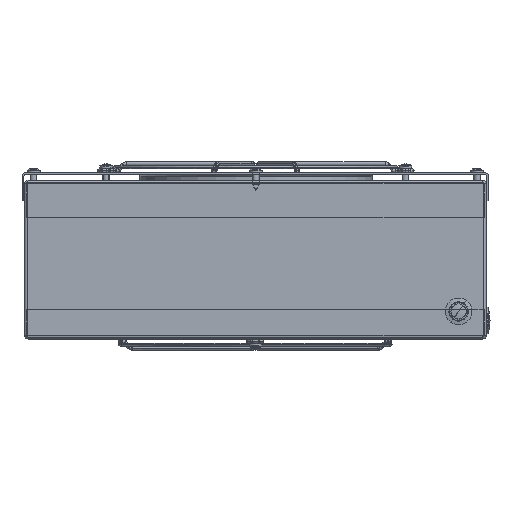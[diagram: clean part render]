
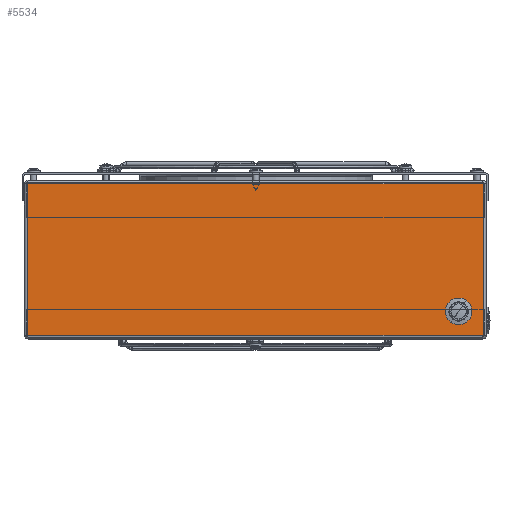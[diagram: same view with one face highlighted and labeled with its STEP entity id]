
A CAD part, front view. The second image highlights one B-rep face of the part: STEP entity #5534.
In plain terms, the highlighted planar face has unit normal (0, -1, 0).
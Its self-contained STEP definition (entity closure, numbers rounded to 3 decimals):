
#436 = PLANE ( 'NONE',  #17798 ) ;
#630 = VERTEX_POINT ( 'NONE', #29554 ) ;
#2937 = CARTESIAN_POINT ( 'NONE',  ( 110., -665., 15. ) ) ;
#2974 = DIRECTION ( 'NONE',  ( 0., 0., 1. ) ) ;
#3075 = FACE_BOUND ( 'NONE', #25156, .T. ) ;
#3452 = FACE_OUTER_BOUND ( 'NONE', #26207, .T. ) ;
#4994 = VECTOR ( 'NONE', #10213, 1000. ) ;
#5343 = ORIENTED_EDGE ( 'NONE', *, *, #25388, .T. ) ;
#5534 = ADVANCED_FACE ( 'NONE', ( #3075, #3452 ), #436, .F. ) ;
#6487 = EDGE_CURVE ( 'NONE', #8372, #630, #14541, .T. ) ;
#7758 = ORIENTED_EDGE ( 'NONE', *, *, #29141, .F. ) ;
#8372 = VERTEX_POINT ( 'NONE', #22502 ) ;
#9699 = EDGE_CURVE ( 'NONE', #12951, #28738, #26027, .T. ) ;
#10107 = CARTESIAN_POINT ( 'NONE',  ( -123.293, -665., 1. ) ) ;
#10213 = DIRECTION ( 'NONE',  ( 0., 0., 1. ) ) ;
#12951 = VERTEX_POINT ( 'NONE', #21445 ) ;
#13058 = DIRECTION ( 'NONE',  ( 0., 0., -1. ) ) ;
#13197 = DIRECTION ( 'NONE',  ( 0., 1., 0. ) ) ;
#13745 = CARTESIAN_POINT ( 'NONE',  ( 123.293, -665., 86. ) ) ;
#14216 = EDGE_CURVE ( 'NONE', #16299, #30766, #30218, .T. ) ;
#14316 = VECTOR ( 'NONE', #32864, 1000. ) ;
#14541 = LINE ( 'NONE', #10107, #4994 ) ;
#15481 = DIRECTION ( 'NONE',  ( 0., 0., -1. ) ) ;
#15531 = LINE ( 'NONE', #25170, #14316 ) ;
#15747 = AXIS2_PLACEMENT_3D ( 'NONE', #17738, #20495, #13058 ) ;
#16299 = VERTEX_POINT ( 'NONE', #22343 ) ;
#17496 = DIRECTION ( 'NONE',  ( -1., 0., 0. ) ) ;
#17738 = CARTESIAN_POINT ( 'NONE',  ( 110., -665., 15. ) ) ;
#17798 = AXIS2_PLACEMENT_3D ( 'NONE', #23367, #13197, #2974 ) ;
#17902 = ORIENTED_EDGE ( 'NONE', *, *, #32408, .F. ) ;
#18646 = LINE ( 'NONE', #30251, #26955 ) ;
#18952 = CARTESIAN_POINT ( 'NONE',  ( 123.293, -665., 84. ) ) ;
#20430 = CARTESIAN_POINT ( 'NONE',  ( 110., -665., 10. ) ) ;
#20495 = DIRECTION ( 'NONE',  ( 0., -1., 0. ) ) ;
#21445 = CARTESIAN_POINT ( 'NONE',  ( 123.293, -665., 2. ) ) ;
#22343 = CARTESIAN_POINT ( 'NONE',  ( 110., -665., 20. ) ) ;
#22502 = CARTESIAN_POINT ( 'NONE',  ( -123.293, -665., 2. ) ) ;
#23367 = CARTESIAN_POINT ( 'NONE',  ( -125., -665., 86. ) ) ;
#25079 = ORIENTED_EDGE ( 'NONE', *, *, #9699, .T. ) ;
#25156 = EDGE_LOOP ( 'NONE', ( #7758, #29446 ) ) ;
#25170 = CARTESIAN_POINT ( 'NONE',  ( -125., -665., 2. ) ) ;
#25388 = EDGE_CURVE ( 'NONE', #28738, #630, #18646, .T. ) ;
#26027 = LINE ( 'NONE', #13745, #31228 ) ;
#26207 = EDGE_LOOP ( 'NONE', ( #5343, #28425, #17902, #25079 ) ) ;
#26955 = VECTOR ( 'NONE', #17496, 1000. ) ;
#27224 = AXIS2_PLACEMENT_3D ( 'NONE', #2937, #30476, #15481 ) ;
#28425 = ORIENTED_EDGE ( 'NONE', *, *, #6487, .F. ) ;
#28738 = VERTEX_POINT ( 'NONE', #18952 ) ;
#29141 = EDGE_CURVE ( 'NONE', #30766, #16299, #29981, .T. ) ;
#29446 = ORIENTED_EDGE ( 'NONE', *, *, #14216, .F. ) ;
#29554 = CARTESIAN_POINT ( 'NONE',  ( -123.293, -665., 84. ) ) ;
#29981 = CIRCLE ( 'NONE', #27224, 5. ) ;
#30218 = CIRCLE ( 'NONE', #15747, 5. ) ;
#30251 = CARTESIAN_POINT ( 'NONE',  ( 123.293, -665., 84. ) ) ;
#30476 = DIRECTION ( 'NONE',  ( 0., -1., 0. ) ) ;
#30766 = VERTEX_POINT ( 'NONE', #20430 ) ;
#31228 = VECTOR ( 'NONE', #31506, 1000. ) ;
#31506 = DIRECTION ( 'NONE',  ( 0., 0., 1. ) ) ;
#32408 = EDGE_CURVE ( 'NONE', #12951, #8372, #15531, .T. ) ;
#32864 = DIRECTION ( 'NONE',  ( -1., 0., 0. ) ) ;
